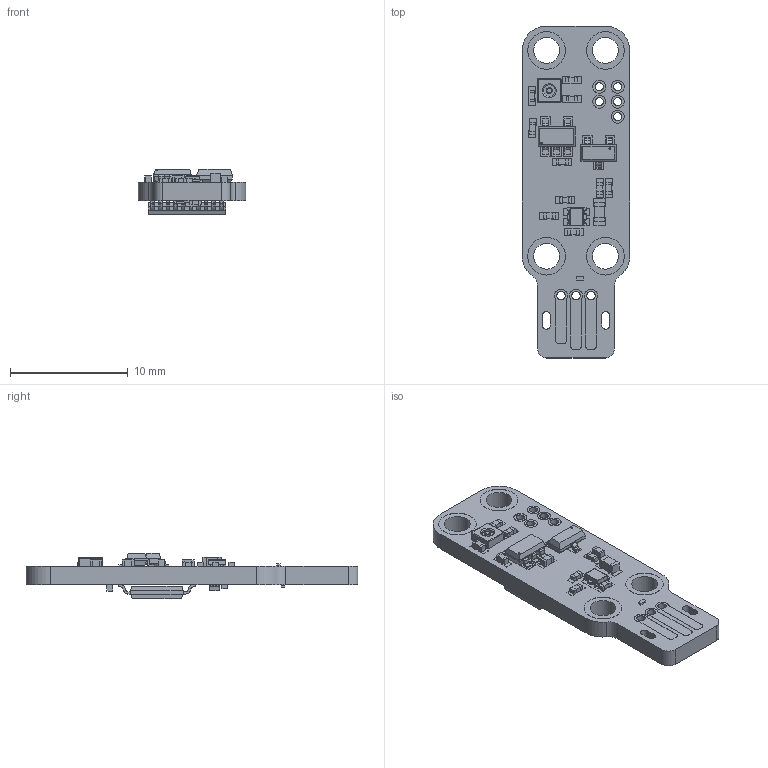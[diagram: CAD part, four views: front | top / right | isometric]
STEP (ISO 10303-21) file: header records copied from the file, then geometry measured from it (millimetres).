
FILE_DESCRIPTION(/* description */ (''),/* implementation_level */ '2;1');
FILE_NAME(/* name */ 'JacdacRHTemp 18 v4.step',/* time_stamp */ '2021-02-10T16:26:38+00:00',/* author */ (''),/* organization */ (''),/* preprocessor_version */ 'ST-DEVELOPER v18.1',/* originating_system */ 'Autodesk Translation Framework v9.7.1.1290',/* authorisation */ '');
FILE_SCHEMA (('AUTOMOTIVE_DESIGN { 1 0 10303 214 3 1 1 }'));
Length unit declared in the file: millimetre
Products named in the file (51): JacdacRHTemp 18; Board; Open CASCADE STEP translator 6.8 1.1.1; R2; R6; R7; D5; MSRC-0603_LED_orange; U2; MSRC_SHTC3_RGB8421504; R5; D4; MSRC-TZ-P4-1615RGBTCA1-0.55T; U3; TSSOP20_STM; R4; D3; D1; MSRC-Nexperia_SOT23; C4; D2; 6104448208; Extruded (2); U1; MSFT-SOT23-5; Model; R3; 6104449888; Extruded (1); R1; 6104446208; Extruded; 6104458048; Extruded (5); FB1; 6104450368; Extruded (6); 6104455408; Extruded (7); C5 ...
Assembly tree (81 placements, depth 4):
  JacdacRHTemp 18
    Board
      Open CASCADE STEP translator 6.8 1.1.1
    R2
      6104446208
        Extruded
      6104449888  x2
        Extruded (1)
    R6
      6104449888  x2
        Extruded (1)
      6104446208
        Extruded
    R7
      6104446208
        Extruded
      6104449888  x2
        Extruded (1)
    D5
      MSRC-0603_LED_orange
    U2
      MSRC_SHTC3_RGB8421504
    R5
      6104446208
        Extruded
      6104449888  x2
        Extruded (1)
    D4
      MSRC-TZ-P4-1615RGBTCA1-0.55T
    U3
      TSSOP20_STM
    R4
      6104449888  x2
        Extruded (1)
      6104446208
        Extruded
    D3
      6104448208
        Extruded (2)
    D1
      MSRC-Nexperia_SOT23
    C4
      6104456208  x2
        Extruded (3)
      6104457728
        Extruded (4)
    D2
      6104448208
        Extruded (2)
    U1
      MSFT-SOT23-5
        Model
    R3
      6104449888  x2
        Extruded (1)
      6104446208
        Extruded
    R1
      6104446208
        Extruded
Bounding box: 9.15 x 28.22 x 3.86 mm (x, y, z)
Volume: 385.6 mm3; surface area: 868 mm2
Topology: 89 solids, 89 shells, 1100 faces, 2583 edges, 1710 vertices
Faces by surface type: plane 897, cylinder 197, sphere 4, torus 2
Full cylindrical faces by diameter (mm): 0.152 x1, 0.165 x1, 0.224 x1, 0.5 x1, 0.7 x5, 0.71 x3, 1 x1, 1.1 x5, 2.2 x4, 3.2 x4
Entity records: 28470 total; most frequent: DIRECTION 4719, CARTESIAN_POINT 4719, ORIENTED_EDGE 4422, EDGE_CURVE 2211, LINE 1795, VECTOR 1795, VERTEX_POINT 1462, AXIS2_PLACEMENT_3D 1462
